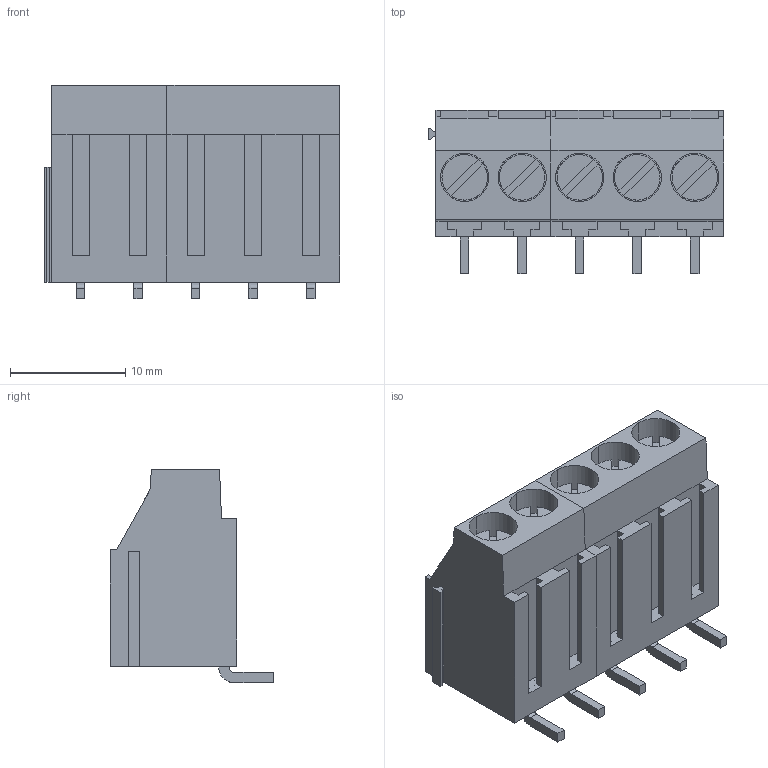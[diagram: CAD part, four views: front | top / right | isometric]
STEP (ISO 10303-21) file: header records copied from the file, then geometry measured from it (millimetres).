
FILE_DESCRIPTION(('CATIA V5 STEP','CAx-IF Rec.Pracs.--- Model Styling and Organization---1.2---2011-12-15'),'2;1');
FILE_NAME ('D1462012_0', '2017-01-24T05:07:52+00:00', ('none'), ('Weidmueller'), 'CATIA Version 5-6 Release 2014', 'CATIA V5 STEP AP214', 'none');
FILE_SCHEMA(('AUTOMOTIVE_DESIGN { 1 0 10303 214 1 1 1 1 }'));
Length unit declared in the file: millimetre
Products named in the file (1): 2429530000
Bounding box: 25.65 x 14.2 x 18.57 mm (x, y, z)
Volume: 3316.8 mm3; surface area: 3471.6 mm2
Topology: 12 solids, 12 shells, 390 faces, 1023 edges, 672 vertices
Faces by surface type: plane 360, cylinder 20, extrusion 10
Entity records: 11745 total; most frequent: CARTESIAN_POINT 2270, ORIENTED_EDGE 2046, DIRECTION 1581, EDGE_CURVE 1023, VECTOR 953, LINE 943, VERTEX_POINT 672, EDGE_LOOP 405
